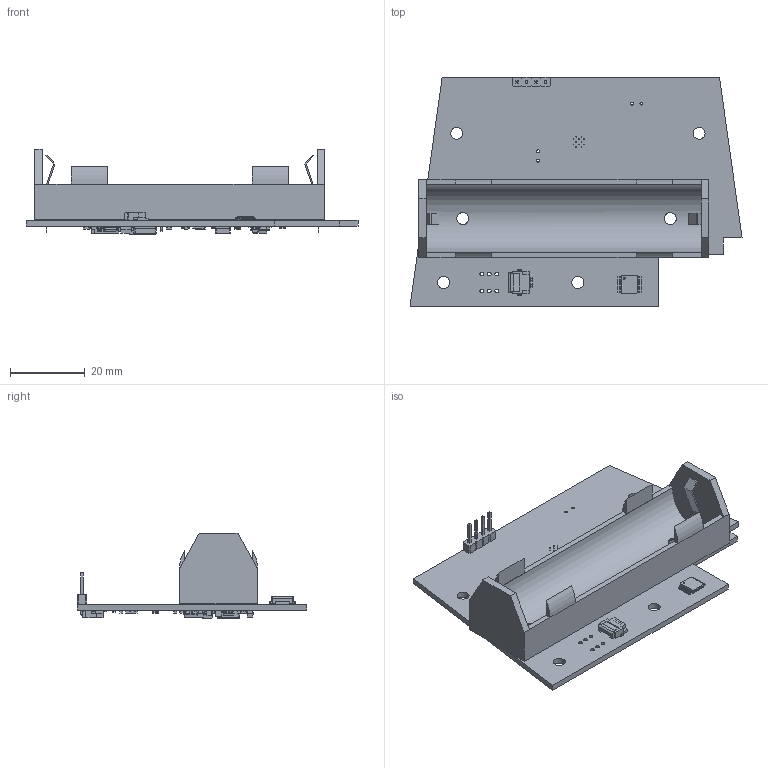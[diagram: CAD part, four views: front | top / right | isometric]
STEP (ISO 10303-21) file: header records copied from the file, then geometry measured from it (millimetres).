
FILE_DESCRIPTION(('KiCad electronic assembly'),'2;1');
FILE_NAME('PolamiaPCB.step','2024-09-06T22:45:20',('Pcbnew'),('Kicad'), 'Open CASCADE STEP processor 7.7','KiCad to STEP converter','Unknown' );
FILE_SCHEMA(('AUTOMOTIVE_DESIGN { 1 0 10303 214 1 1 1 1 }'));
Length unit declared in the file: millimetre
Products named in the file (38): PolamiaPCB 1; PinHeader_1x04_P2.54mm_Vertical; PinHeader_1x04_P254mm_Vertical; TSSOP-14_4.4x5mm_P0.65mm; TSSOP_14_44x5mm_P065mm; Hirose_FH12-6S-0.5SH_1x06-1MP_P0.50mm_Horizontal; Hirose_FH12_xxS_0_5SH_Parametric_v0_1; BatteryHolder_MPD_BH-18650-PC2; MPD_BH_18650_PC2; R_0603_1608Metric; C_0603_1608Metric; D_SMA; CP_EIA-3216-18_Kemet-A; CP_EIA_3216_18_Kemet_A; WSON-10-1EP_2.5x2.5mm_P0.5mm_EP1.2x2mm; CQ assembly; VSSOP-8_3.0x3.0mm_P0.65mm; VSSOP_8_30x30mm_P065mm; SOIC-8_3.9x4.9mm_P1.27mm; SOIC_8_39x49mm_P127mm; C_0805_2012Metric; SOT-23-6; SOT_23_6; LGA-14_3x2.5mm_P0.5mm_LayoutBorder3x4y; LGA_14_3x25mm_P05mm_LayoutBorder3x4y; L_Cenker_CKCS6020; Hirose_FH12-8S-0.5SH_1x08-1MP_P0.50mm_Horizontal; R_1210_3225Metric; L_Cenker_CKCS4020; PolamiaPCB_PCB
Assembly tree (66 placements, depth 3):
  PolamiaPCB 1
    PinHeader_1x04_P2.54mm_Vertical
      PinHeader_1x04_P254mm_Vertical
    TSSOP-14_4.4x5mm_P0.65mm
      TSSOP_14_44x5mm_P065mm
    Hirose_FH12-6S-0.5SH_1x06-1MP_P0.50mm_Horizontal
      Hirose_FH12_xxS_0_5SH_Parametric_v0_1
    BatteryHolder_MPD_BH-18650-PC2
      MPD_BH_18650_PC2
    R_0603_1608Metric  x16
      R_0603_1608Metric
    C_0603_1608Metric  x14
      C_0603_1608Metric
    D_SMA
      D_SMA
    CP_EIA-3216-18_Kemet-A  x2
      CP_EIA_3216_18_Kemet_A
    WSON-10-1EP_2.5x2.5mm_P0.5mm_EP1.2x2mm
      CQ assembly
    VSSOP-8_3.0x3.0mm_P0.65mm
      VSSOP_8_30x30mm_P065mm
    SOIC-8_3.9x4.9mm_P1.27mm
      SOIC_8_39x49mm_P127mm
    C_0805_2012Metric
      C_0805_2012Metric
    SOT-23-6
      SOT_23_6
    LGA-14_3x2.5mm_P0.5mm_LayoutBorder3x4y
      LGA_14_3x25mm_P05mm_LayoutBorder3x4y
    L_Cenker_CKCS6020
      L_Cenker_CKCS6020
    Hirose_FH12-8S-0.5SH_1x08-1MP_P0.50mm_Horizontal
      Hirose_FH12_xxS_0_5SH_Parametric_v0_1
    R_1210_3225Metric
      R_1210_3225Metric
    L_Cenker_CKCS4020
      L_Cenker_CKCS4020
    PolamiaPCB_PCB
Bounding box: 89 x 61.52 x 22.93 mm (x, y, z)
Volume: 14446.4 mm3; surface area: 18837.3 mm2
Topology: 64 solids, 64 shells, 2433 faces, 6331 edges, 4084 vertices
Faces by surface type: plane 1677, cylinder 588, bspline 160, sphere 8
Full cylindrical faces by diameter (mm): 0.2 x13, 0.25 x2, 0.5 x1, 0.6 x1, 0.8 x4, 1 x10, 2 x2, 3.2 x8
Entity records: 59534 total; most frequent: CARTESIAN_POINT 10638, ORIENTED_EDGE 8490, DIRECTION 7787, EDGE_CURVE 4245, LINE 3445, VECTOR 3445, VERTEX_POINT 2720, AXIS2_PLACEMENT_3D 2171
